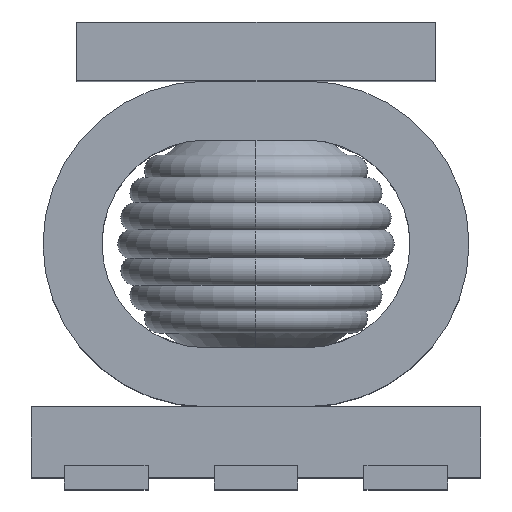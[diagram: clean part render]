
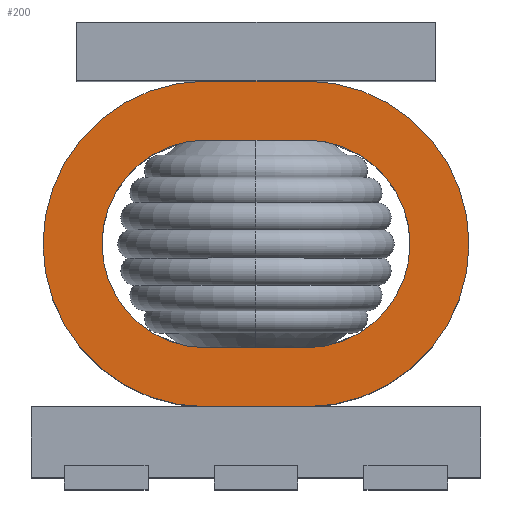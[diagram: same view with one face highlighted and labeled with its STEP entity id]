
A CAD part, top view. The second image highlights one B-rep face of the part: STEP entity #200.
In plain terms, the highlighted planar face has unit normal (0, 0, 1).
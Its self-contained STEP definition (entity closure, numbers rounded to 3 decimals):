
#18 = VERTEX_POINT ( 'NONE', #1458 ) ;
#45 = ORIENTED_EDGE ( 'NONE', *, *, #2315, .F. ) ;
#72 = DIRECTION ( 'NONE',  ( 0., 0., 1. ) ) ;
#110 = VECTOR ( 'NONE', #2761, 1000. ) ;
#163 = DIRECTION ( 'NONE',  ( 1., 0., 0. ) ) ;
#197 = AXIS2_PLACEMENT_3D ( 'NONE', #794, #2140, #2926 ) ;
#200 = ADVANCED_FACE ( 'NONE', ( #1599, #1907 ), #321, .T. ) ;
#211 = EDGE_CURVE ( 'NONE', #2806, #2841, #3205, .T. ) ;
#307 = CARTESIAN_POINT ( 'NONE',  ( 0.425, 3.36, 1. ) ) ;
#318 = EDGE_CURVE ( 'NONE', #768, #775, #1386, .T. ) ;
#321 = PLANE ( 'NONE',  #2174 ) ;
#335 = DIRECTION ( 'NONE',  ( 1., 0., 0. ) ) ;
#352 = DIRECTION ( 'NONE',  ( 0., 0., 1. ) ) ;
#375 = CARTESIAN_POINT ( 'NONE',  ( 0.425, 3.36, 1. ) ) ;
#406 = AXIS2_PLACEMENT_3D ( 'NONE', #2135, #2152, #913 ) ;
#436 = AXIS2_PLACEMENT_3D ( 'NONE', #2376, #2622, #2400 ) ;
#456 = EDGE_CURVE ( 'NONE', #2841, #18, #2282, .T. ) ;
#506 = CARTESIAN_POINT ( 'NONE',  ( -1.305, 1.98, 1. ) ) ;
#533 = EDGE_CURVE ( 'NONE', #636, #2119, #893, .T. ) ;
#610 = LINE ( 'NONE', #307, #889 ) ;
#634 = AXIS2_PLACEMENT_3D ( 'NONE', #2450, #1215, #2241 ) ;
#636 = VERTEX_POINT ( 'NONE', #1217 ) ;
#768 = VERTEX_POINT ( 'NONE', #1522 ) ;
#775 = VERTEX_POINT ( 'NONE', #506 ) ;
#794 = CARTESIAN_POINT ( 'NONE',  ( 0.425, 1.98, 1. ) ) ;
#889 = VECTOR ( 'NONE', #1370, 1000. ) ;
#893 = LINE ( 'NONE', #2151, #1103 ) ;
#913 = DIRECTION ( 'NONE',  ( 1., 0., 0. ) ) ;
#922 = EDGE_LOOP ( 'NONE', ( #45, #2417, #1951, #3230, #3207 ) ) ;
#1067 = VERTEX_POINT ( 'NONE', #375 ) ;
#1095 = ORIENTED_EDGE ( 'NONE', *, *, #456, .T. ) ;
#1103 = VECTOR ( 'NONE', #163, 1000. ) ;
#1215 = DIRECTION ( 'NONE',  ( 0., 0., 1. ) ) ;
#1217 = CARTESIAN_POINT ( 'NONE',  ( -0.425, 1.1, 1. ) ) ;
#1270 = EDGE_CURVE ( 'NONE', #2091, #1067, #3218, .T. ) ;
#1328 = CARTESIAN_POINT ( 'NONE',  ( -0.425, 1.98, 1. ) ) ;
#1333 = DIRECTION ( 'NONE',  ( 1., 0., 0. ) ) ;
#1370 = DIRECTION ( 'NONE',  ( -1., 0., 0. ) ) ;
#1386 = CIRCLE ( 'NONE', #634, 0.88 ) ;
#1404 = CARTESIAN_POINT ( 'NONE',  ( 0.425, 0.6, 1. ) ) ;
#1441 = CARTESIAN_POINT ( 'NONE',  ( 0.425, 2.86, 1. ) ) ;
#1458 = CARTESIAN_POINT ( 'NONE',  ( -0.425, 0.6, 1. ) ) ;
#1476 = VECTOR ( 'NONE', #1333, 1000. ) ;
#1480 = DIRECTION ( 'NONE',  ( 0., 0., 1. ) ) ;
#1522 = CARTESIAN_POINT ( 'NONE',  ( -0.425, 2.86, 1. ) ) ;
#1599 = FACE_OUTER_BOUND ( 'NONE', #2033, .T. ) ;
#1614 = EDGE_CURVE ( 'NONE', #1067, #2806, #610, .T. ) ;
#1638 = LINE ( 'NONE', #1404, #1476 ) ;
#1674 = CARTESIAN_POINT ( 'NONE',  ( 0.425, 1.98, 1. ) ) ;
#1724 = LINE ( 'NONE', #1441, #110 ) ;
#1871 = CIRCLE ( 'NONE', #406, 0.88 ) ;
#1907 = FACE_BOUND ( 'NONE', #922, .T. ) ;
#1917 = CIRCLE ( 'NONE', #2343, 0.88 ) ;
#1919 = CARTESIAN_POINT ( 'NONE',  ( 0.425, 1.1, 1. ) ) ;
#1951 = ORIENTED_EDGE ( 'NONE', *, *, #533, .F. ) ;
#2033 = EDGE_LOOP ( 'NONE', ( #3033, #3162, #2348, #1095, #2485 ) ) ;
#2091 = VERTEX_POINT ( 'NONE', #2940 ) ;
#2119 = VERTEX_POINT ( 'NONE', #1919 ) ;
#2127 = EDGE_CURVE ( 'NONE', #775, #636, #1871, .T. ) ;
#2135 = CARTESIAN_POINT ( 'NONE',  ( -0.425, 1.98, 1. ) ) ;
#2140 = DIRECTION ( 'NONE',  ( 0., 0., 1. ) ) ;
#2151 = CARTESIAN_POINT ( 'NONE',  ( 0.425, 1.1, 1. ) ) ;
#2152 = DIRECTION ( 'NONE',  ( 0., 0., 1. ) ) ;
#2174 = AXIS2_PLACEMENT_3D ( 'NONE', #3129, #352, #335 ) ;
#2184 = CARTESIAN_POINT ( 'NONE',  ( 0.425, 2.86, 1. ) ) ;
#2241 = DIRECTION ( 'NONE',  ( 1., 0., 0. ) ) ;
#2272 = CARTESIAN_POINT ( 'NONE',  ( -0.425, 3.36, 1. ) ) ;
#2282 = CIRCLE ( 'NONE', #3214, 1.38 ) ;
#2315 = EDGE_CURVE ( 'NONE', #2447, #768, #1724, .T. ) ;
#2343 = AXIS2_PLACEMENT_3D ( 'NONE', #1674, #1480, #2713 ) ;
#2348 = ORIENTED_EDGE ( 'NONE', *, *, #211, .T. ) ;
#2358 = DIRECTION ( 'NONE',  ( 1., 0., 0. ) ) ;
#2376 = CARTESIAN_POINT ( 'NONE',  ( -0.425, 1.98, 1. ) ) ;
#2400 = DIRECTION ( 'NONE',  ( 1., 0., 0. ) ) ;
#2417 = ORIENTED_EDGE ( 'NONE', *, *, #3047, .F. ) ;
#2447 = VERTEX_POINT ( 'NONE', #2184 ) ;
#2450 = CARTESIAN_POINT ( 'NONE',  ( -0.425, 1.98, 1. ) ) ;
#2485 = ORIENTED_EDGE ( 'NONE', *, *, #2830, .T. ) ;
#2622 = DIRECTION ( 'NONE',  ( 0., 0., 1. ) ) ;
#2713 = DIRECTION ( 'NONE',  ( 1., 0., 0. ) ) ;
#2761 = DIRECTION ( 'NONE',  ( -1., 0., 0. ) ) ;
#2806 = VERTEX_POINT ( 'NONE', #2272 ) ;
#2830 = EDGE_CURVE ( 'NONE', #18, #2091, #1638, .T. ) ;
#2841 = VERTEX_POINT ( 'NONE', #3164 ) ;
#2926 = DIRECTION ( 'NONE',  ( 1., 0., 0. ) ) ;
#2940 = CARTESIAN_POINT ( 'NONE',  ( 0.425, 0.6, 1. ) ) ;
#3033 = ORIENTED_EDGE ( 'NONE', *, *, #1270, .T. ) ;
#3047 = EDGE_CURVE ( 'NONE', #2119, #2447, #1917, .T. ) ;
#3129 = CARTESIAN_POINT ( 'NONE',  ( 0.425, 1.98, 1. ) ) ;
#3162 = ORIENTED_EDGE ( 'NONE', *, *, #1614, .T. ) ;
#3164 = CARTESIAN_POINT ( 'NONE',  ( -1.805, 1.98, 1. ) ) ;
#3205 = CIRCLE ( 'NONE', #436, 1.38 ) ;
#3207 = ORIENTED_EDGE ( 'NONE', *, *, #318, .F. ) ;
#3214 = AXIS2_PLACEMENT_3D ( 'NONE', #1328, #72, #2358 ) ;
#3218 = CIRCLE ( 'NONE', #197, 1.38 ) ;
#3230 = ORIENTED_EDGE ( 'NONE', *, *, #2127, .F. ) ;
